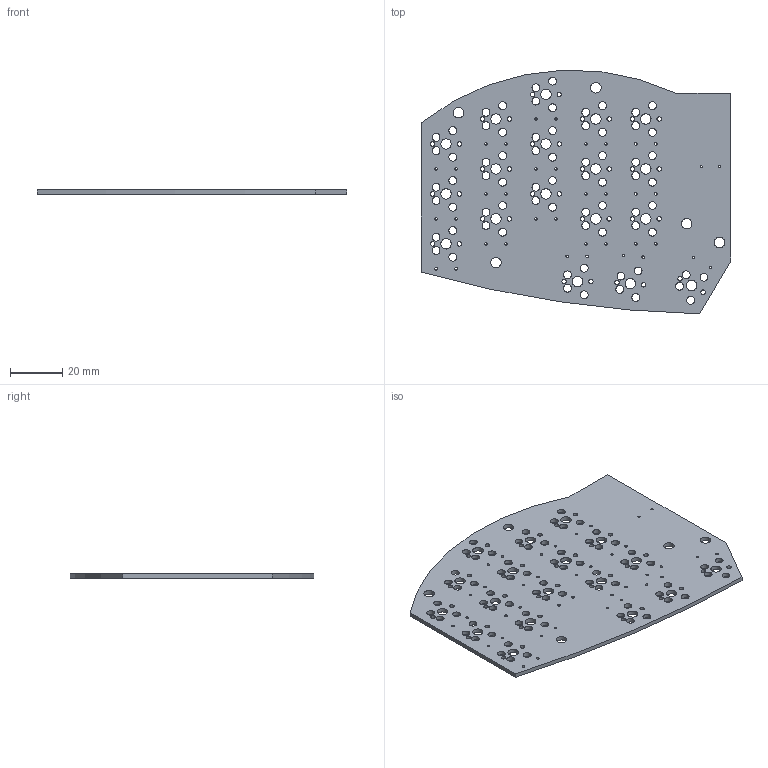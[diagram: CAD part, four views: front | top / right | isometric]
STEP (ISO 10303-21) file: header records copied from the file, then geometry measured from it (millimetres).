
FILE_DESCRIPTION(('KiCad electronic assembly'),'2;1');
FILE_NAME('SolarFlarePCB.step','2024-11-12T15:57:25',('Pcbnew'),('Kicad' ),'Open CASCADE STEP processor 7.7','KiCad to STEP converter', 'Unknown');
FILE_SCHEMA(('AUTOMOTIVE_DESIGN { 1 0 10303 214 1 1 1 1 }'));
Length unit declared in the file: millimetre
Products named in the file (2): SolarFlarePCB 1; SolarFlarePCB_PCB
Assembly tree (1 placements, depth 2):
  SolarFlarePCB 1
    SolarFlarePCB_PCB
Bounding box: 117.95 x 92.96 x 1.6 mm (x, y, z)
Volume: 13880.1 mm3; surface area: 19993.7 mm2
Topology: 1 solids, 1 shells, 177 faces, 525 edges, 350 vertices
Faces by surface type: cylinder 171, plane 6
Full cylindrical faces by diameter (mm): 0.8 x2, 0.991 x36, 1.702 x36, 3 x72, 3.988 x18, 4 x5
Entity records: 6854 total; most frequent: DIRECTION 1225, CARTESIAN_POINT 1054, ORIENTED_EDGE 1050, EDGE_CURVE 525, AXIS2_PLACEMENT_3D 521, FACE_BOUND 515, EDGE_LOOP 515, VERTEX_POINT 350
